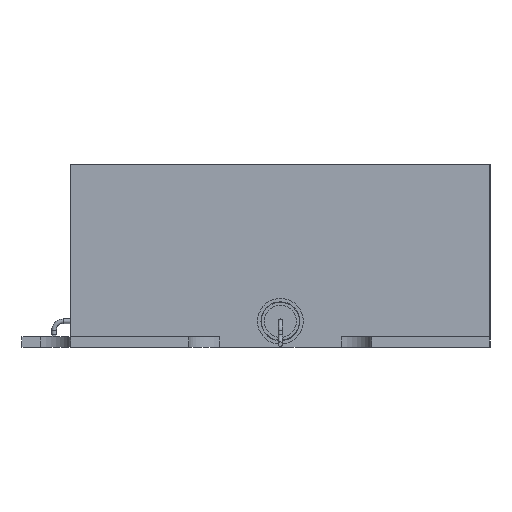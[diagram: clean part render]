
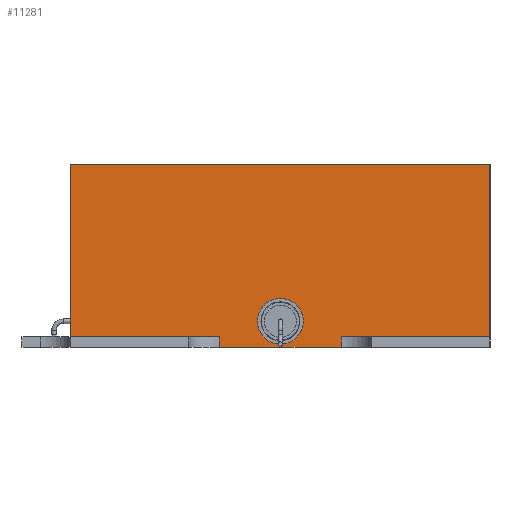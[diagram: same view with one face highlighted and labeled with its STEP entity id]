
A CAD part, left-side view. The second image highlights one B-rep face of the part: STEP entity #11281.
In plain terms, the highlighted planar face has unit normal (-1, 0, 0).
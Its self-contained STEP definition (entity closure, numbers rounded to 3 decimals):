
#11281=ADVANCED_FACE('',(#31965,#31967),#31969,.T.);
#31965=FACE_BOUND('',#31966,.T.);
#31966=EDGE_LOOP('',(#38924,#38925,#38926,#38927,#38928,#38929,#38930,#38931));
#31967=FACE_BOUND('',#31968,.T.);
#31968=EDGE_LOOP('',(#38932));
#31969=PLANE('',#31970);
#31970=AXIS2_PLACEMENT_3D('',#31971,#31972,#31973);
#31971=CARTESIAN_POINT('',(-37.7,0.,12.));
#31972=DIRECTION('',(-1.,0.,0.));
#31973=DIRECTION('',(0.,0.,1.));
#38924=ORIENTED_EDGE('',*,*,#42492,.F.);
#38925=ORIENTED_EDGE('',*,*,#42493,.T.);
#38926=ORIENTED_EDGE('',*,*,#42494,.F.);
#38927=ORIENTED_EDGE('',*,*,#42495,.T.);
#38928=ORIENTED_EDGE('',*,*,#42420,.T.);
#38929=ORIENTED_EDGE('',*,*,#42484,.F.);
#38930=ORIENTED_EDGE('',*,*,#42496,.F.);
#38931=ORIENTED_EDGE('',*,*,#42497,.T.);
#38932=ORIENTED_EDGE('',*,*,#42383,.F.);
#42383=EDGE_CURVE('',#47967,#47967,#47968,.T.);
#42420=EDGE_CURVE('',#48029,#48030,#48031,.T.);
#42484=EDGE_CURVE('',#48148,#48030,#48150,.T.);
#42492=EDGE_CURVE('',#48162,#48163,#48164,.T.);
#42493=EDGE_CURVE('',#48162,#48165,#48166,.T.);
#42494=EDGE_CURVE('',#48167,#48165,#48168,.T.);
#42495=EDGE_CURVE('',#48167,#48029,#48169,.T.);
#42496=EDGE_CURVE('',#48170,#48148,#48171,.T.);
#42497=EDGE_CURVE('',#48170,#48163,#48172,.T.);
#47967=VERTEX_POINT('',#102093);
#47968=CIRCLE('',#102094,1.5);
#48029=VERTEX_POINT('',#102248);
#48030=VERTEX_POINT('',#102249);
#48031=LINE('',#102250,#102251);
#48148=VERTEX_POINT('',#102497);
#48150=LINE('',#102501,#102502);
#48162=VERTEX_POINT('',#102529);
#48163=VERTEX_POINT('',#102530);
#48164=LINE('',#102531,#102532);
#48165=VERTEX_POINT('',#102534);
#48166=LINE('',#102535,#102536);
#48167=VERTEX_POINT('',#102538);
#48168=LINE('',#102539,#102540);
#48169=LINE('',#102542,#102543);
#48170=VERTEX_POINT('',#102545);
#48171=LINE('',#102546,#102547);
#48172=LINE('',#102549,#102550);
#102093=CARTESIAN_POINT('',(-37.7,0.,3.22));
#102094=AXIS2_PLACEMENT_3D('',#102095,#102096,#102097);
#102095=CARTESIAN_POINT('',(-37.7,0.,1.72));
#102096=DIRECTION('',(-1.,0.,0.));
#102097=DIRECTION('',(0.,0.,-1.));
#102248=CARTESIAN_POINT('',(-37.7,-13.75,12.));
#102249=CARTESIAN_POINT('',(-37.7,13.75,12.));
#102250=CARTESIAN_POINT('',(-37.7,-13.75,12.));
#102251=VECTOR('',#102252,1.);
#102252=DIRECTION('',(0.,1.,0.));
#102497=CARTESIAN_POINT('',(-37.7,13.75,0.7));
#102501=CARTESIAN_POINT('',(-37.7,13.75,0.7));
#102502=VECTOR('',#102503,1.);
#102503=DIRECTION('',(0.,0.,1.));
#102529=CARTESIAN_POINT('',(-37.7,-4.,0.));
#102530=CARTESIAN_POINT('',(-37.7,4.,0.));
#102531=CARTESIAN_POINT('',(-37.7,-4.,0.));
#102532=VECTOR('',#102533,1.);
#102533=DIRECTION('',(0.,1.,0.));
#102534=CARTESIAN_POINT('',(-37.7,-4.,0.7));
#102535=CARTESIAN_POINT('',(-37.7,-4.,0.));
#102536=VECTOR('',#102537,1.);
#102537=DIRECTION('',(0.,0.,1.));
#102538=CARTESIAN_POINT('',(-37.7,-13.75,0.7));
#102539=CARTESIAN_POINT('',(-37.7,-13.75,0.7));
#102540=VECTOR('',#102541,1.);
#102541=DIRECTION('',(0.,1.,0.));
#102542=CARTESIAN_POINT('',(-37.7,-13.75,0.7));
#102543=VECTOR('',#102544,1.);
#102544=DIRECTION('',(0.,0.,1.));
#102545=CARTESIAN_POINT('',(-37.7,4.,0.7));
#102546=CARTESIAN_POINT('',(-37.7,4.,0.7));
#102547=VECTOR('',#102548,1.);
#102548=DIRECTION('',(0.,1.,0.));
#102549=CARTESIAN_POINT('',(-37.7,4.,0.7));
#102550=VECTOR('',#102551,1.);
#102551=DIRECTION('',(0.,0.,-1.));
